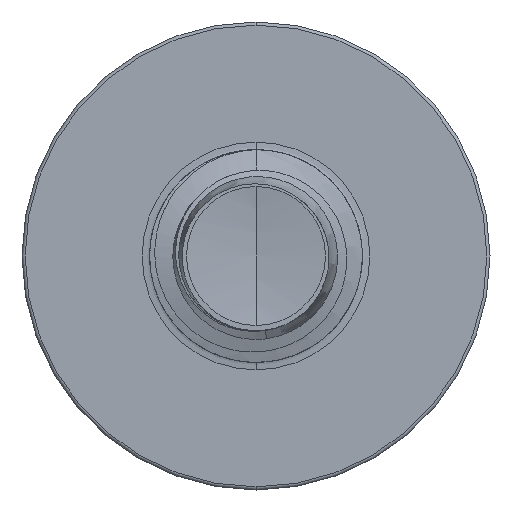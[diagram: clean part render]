
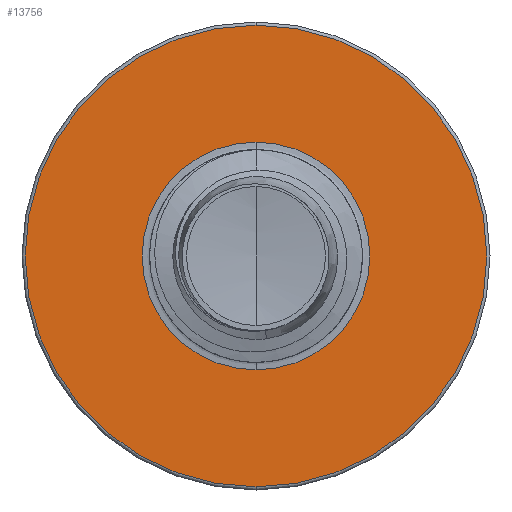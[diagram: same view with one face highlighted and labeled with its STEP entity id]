
A CAD part, front view. The second image highlights one B-rep face of the part: STEP entity #13756.
In plain terms, the highlighted planar face has unit normal (0, -1, 0).
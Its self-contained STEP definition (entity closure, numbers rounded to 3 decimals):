
#17 = DIRECTION ( 'NONE',  ( 0., 1., 0. ) ) ;
#2289 = DIRECTION ( 'NONE',  ( 0., 0., 1. ) ) ;
#2963 = CARTESIAN_POINT ( 'NONE',  ( 0., 20., 0. ) ) ;
#4217 = AXIS2_PLACEMENT_3D ( 'NONE', #31817, #17789, #34456 ) ;
#5785 = FACE_OUTER_BOUND ( 'NONE', #17268, .T. ) ;
#6013 = CARTESIAN_POINT ( 'NONE',  ( 0., 20., -5.425 ) ) ;
#6446 = DIRECTION ( 'NONE',  ( 0., 0., 1. ) ) ;
#6472 = CARTESIAN_POINT ( 'NONE',  ( 0., 20., -2.677 ) ) ;
#9731 = AXIS2_PLACEMENT_3D ( 'NONE', #19516, #17, #22020 ) ;
#9973 = VERTEX_POINT ( 'NONE', #6013 ) ;
#12659 = EDGE_CURVE ( 'NONE', #26117, #25576, #14416, .T. ) ;
#13756 = ADVANCED_FACE ( 'NONE', ( #5785, #16598 ), #16915, .F. ) ;
#13983 = EDGE_LOOP ( 'NONE', ( #17756, #22186 ) ) ;
#14416 = CIRCLE ( 'NONE', #15318, 2.677 ) ;
#14756 = CARTESIAN_POINT ( 'NONE',  ( 0., 20., 2.677 ) ) ;
#15207 = EDGE_CURVE ( 'NONE', #9973, #27137, #17407, .T. ) ;
#15318 = AXIS2_PLACEMENT_3D ( 'NONE', #35248, #21143, #2289 ) ;
#16598 = FACE_BOUND ( 'NONE', #13983, .T. ) ;
#16915 = PLANE ( 'NONE',  #32617 ) ;
#17268 = EDGE_LOOP ( 'NONE', ( #26452, #35055 ) ) ;
#17407 = CIRCLE ( 'NONE', #21358, 5.425 ) ;
#17756 = ORIENTED_EDGE ( 'NONE', *, *, #25513, .T. ) ;
#17789 = DIRECTION ( 'NONE',  ( 0., 1., 0. ) ) ;
#19516 = CARTESIAN_POINT ( 'NONE',  ( 0., 20., 0. ) ) ;
#19596 = CARTESIAN_POINT ( 'NONE',  ( 0., 20., -2.677 ) ) ;
#19703 = DIRECTION ( 'NONE',  ( 0., 0., 1. ) ) ;
#21143 = DIRECTION ( 'NONE',  ( 0., 1., 0. ) ) ;
#21358 = AXIS2_PLACEMENT_3D ( 'NONE', #2963, #23957, #6446 ) ;
#22020 = DIRECTION ( 'NONE',  ( 0., 0., 1. ) ) ;
#22186 = ORIENTED_EDGE ( 'NONE', *, *, #12659, .T. ) ;
#23957 = DIRECTION ( 'NONE',  ( 0., 1., 0. ) ) ;
#24483 = CIRCLE ( 'NONE', #9731, 5.425 ) ;
#24605 = EDGE_CURVE ( 'NONE', #27137, #9973, #24483, .T. ) ;
#25513 = EDGE_CURVE ( 'NONE', #25576, #26117, #31580, .T. ) ;
#25576 = VERTEX_POINT ( 'NONE', #14756 ) ;
#25748 = CARTESIAN_POINT ( 'NONE',  ( 0., 20., 5.425 ) ) ;
#26117 = VERTEX_POINT ( 'NONE', #6472 ) ;
#26452 = ORIENTED_EDGE ( 'NONE', *, *, #24605, .F. ) ;
#27137 = VERTEX_POINT ( 'NONE', #25748 ) ;
#31580 = CIRCLE ( 'NONE', #4217, 2.677 ) ;
#31817 = CARTESIAN_POINT ( 'NONE',  ( 0., 20., 0. ) ) ;
#32617 = AXIS2_PLACEMENT_3D ( 'NONE', #19596, #33587, #19703 ) ;
#33587 = DIRECTION ( 'NONE',  ( 0., 1., 0. ) ) ;
#34456 = DIRECTION ( 'NONE',  ( 0., 0., 1. ) ) ;
#35055 = ORIENTED_EDGE ( 'NONE', *, *, #15207, .F. ) ;
#35248 = CARTESIAN_POINT ( 'NONE',  ( 0., 20., 0. ) ) ;
